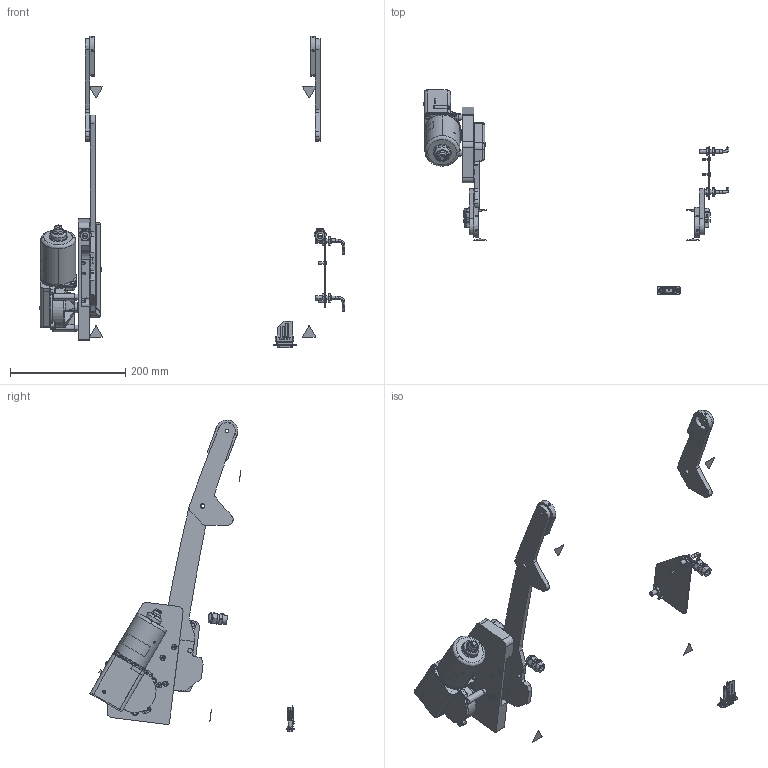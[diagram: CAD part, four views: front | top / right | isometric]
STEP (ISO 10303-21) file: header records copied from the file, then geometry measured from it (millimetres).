
FILE_DESCRIPTION (( 'STEP AP203' ), '1' );
FILE_NAME ('INGUN_114445.STEP', '2023-10-31T13:45:29', ( '' ), ( '' ), 'SwSTEP 2.0', 'SolidWorks 2021', '' );
FILE_SCHEMA (( 'CONFIG_CONTROL_DESIGN' ));
Length unit declared in the file: millimetre
Products named in the file (29): 114705~0_KUNDE<S>; 43579~2_KUNDE<S>; 3283~0; 43643~0; INGUN_114445; DIN912~n_M06,0x025; 112148~7_S; ISO7380~n_M04,0x008; DIN914~n_M04,0x05; 29795~0; 114067~0_S; 114580~1_KUNDE<S>; 112735~0_S; 114449~0_KUNDE<S>; 114448~1_KUNDE<S>; 114285~0_M03,0x025; 113380~2_S; 113998~0; 113379~2_S; 113365~0; 35334~0_S; 114447~0_KUNDE<S>; ISO7380~n_M04,0x012; 113890~4_S; DIN7991~n_M04,0x012; 114005~1_S; 113415~2_fertig mit Kerbverzahnung<S>; 112697~5_S; 112153~1_S
Assembly tree (47 placements, depth 4):
  INGUN_114445
    114005~1_S
      112697~5_S
      112153~1_S
      113890~4_S
      114067~0_S
        113415~2_fertig mit Kerbverzahnung<S>
      112735~0_S
      29795~0
      3283~0
      DIN912~n_M06,0x025  x3
      ISO7380~n_M04,0x008
      114285~0_M03,0x025
      DIN7991~n_M04,0x012  x4
    114580~1_KUNDE<S>
      114705~0_KUNDE<S>
      43579~2_KUNDE<S>
      112148~7_S
      ISO7380~n_M04,0x012
    114447~0_KUNDE<S>
      114448~1_KUNDE<S>
      113379~2_S
      DIN914~n_M04,0x05  x3
    114449~0_KUNDE<S>
      114448~1_KUNDE<S>
      113379~2_S
      DIN914~n_M04,0x05  x3
    113380~2_S
    113365~0  x2
    113998~0
    43643~0  x2
    35334~0_S  x4
    ISO7380~n_M04,0x012  x2
Bounding box: 531.07 x 354.58 x 541.67 mm (x, y, z)
Volume: 748047.1 mm3; surface area: 333095.6 mm2
Topology: 40 solids, 67 shells, 3866 faces, 10219 edges, 6685 vertices
Faces by surface type: cylinder 1745, plane 1644, bspline 223, cone 193, torus 61
Entity records: 129000 total; most frequent: CARTESIAN_POINT 39620, DIRECTION 18226, ORIENTED_EDGE 17938, EDGE_CURVE 9002, AXIS2_PLACEMENT_3D 6616, VERTEX_POINT 5927, LINE 4994, VECTOR 4994
